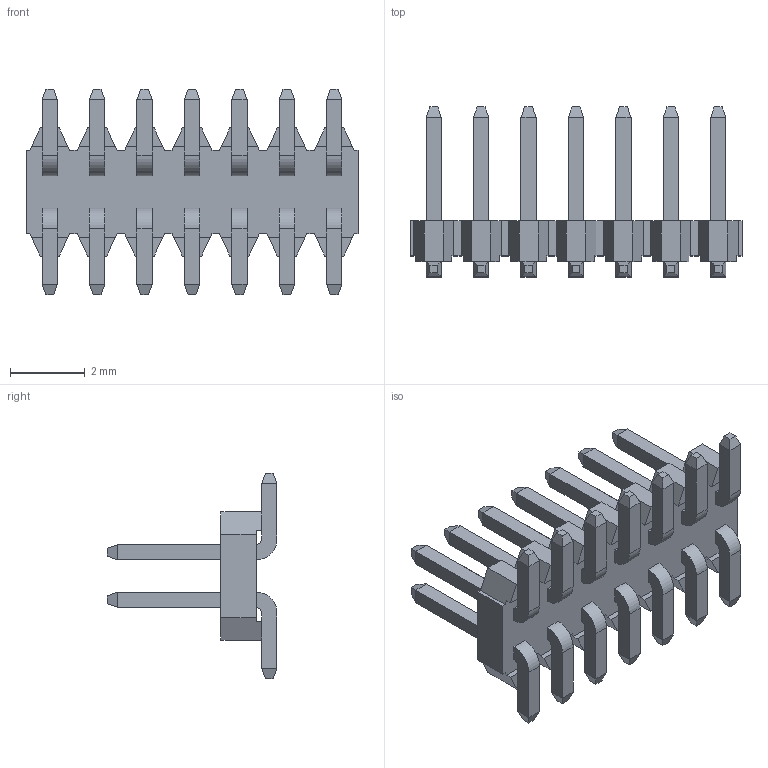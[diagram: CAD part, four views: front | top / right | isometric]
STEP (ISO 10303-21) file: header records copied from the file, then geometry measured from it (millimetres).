
FILE_DESCRIPTION (( 'STEP AP214' ), '1' );
FILE_NAME ('20021121-00014D8LF.STEP', '2023-06-02T13:26:59', ( '' ), ( '' ), 'SwSTEP 2.0', 'SolidWorks 2021', '' );
FILE_SCHEMA (( 'AUTOMOTIVE_DESIGN' ));
Length unit declared in the file: millimetre
Products named in the file (3): 20021121-00014D8LF; 20021121-additional body-goldtin_7; Pin^20021121-additional-goldtin
Assembly tree (8 placements, depth 2):
  20021121-00014D8LF
    20021121-additional body-goldtin_7
    Pin^20021121-additional-goldtin  x7
Bounding box: 8.89 x 4.55 x 5.5 mm (x, y, z)
Volume: 37.7 mm3; surface area: 254.5 mm2
Topology: 29 solids, 29 shells, 454 faces, 1076 edges, 680 vertices
Faces by surface type: plane 426, cylinder 28
Entity records: 6149 total; most frequent: CARTESIAN_POINT 1069, ORIENTED_EDGE 1048, DIRECTION 934, EDGE_CURVE 524, LINE 516, VECTOR 516, VERTEX_POINT 344, EDGE_LOOP 218
